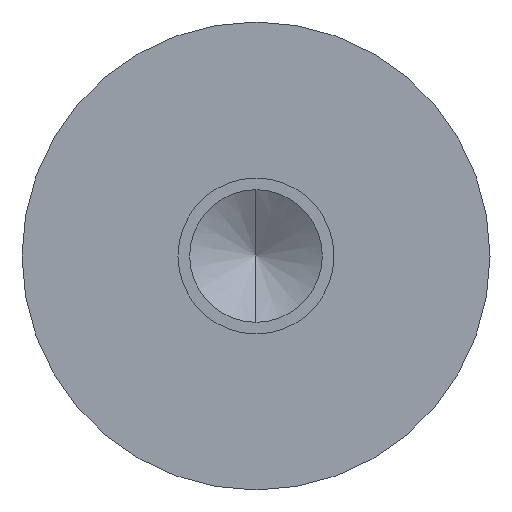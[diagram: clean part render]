
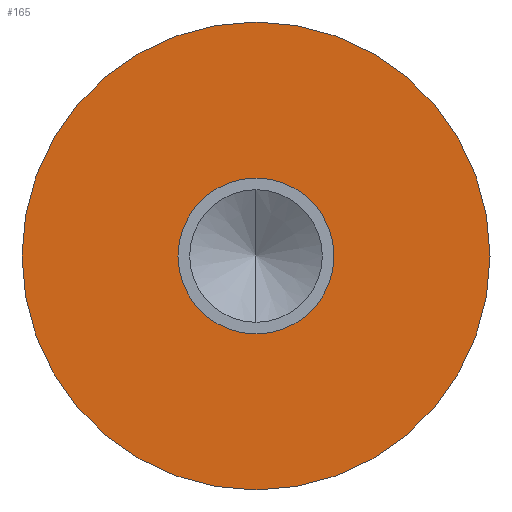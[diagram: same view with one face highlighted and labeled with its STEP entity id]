
A CAD part, left-side view. The second image highlights one B-rep face of the part: STEP entity #165.
In plain terms, the highlighted planar face has unit normal (-1, 0, 0).
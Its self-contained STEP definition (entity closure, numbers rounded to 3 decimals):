
#2 = CARTESIAN_POINT ( 'NONE',  ( 0., 0., 5. ) ) ;
#4 = CARTESIAN_POINT ( 'NONE',  ( 0., 0., -15. ) ) ;
#24 = DIRECTION ( 'NONE',  ( 1., 0., 0. ) ) ;
#26 = VERTEX_POINT ( 'NONE', #2 ) ;
#32 = DIRECTION ( 'NONE',  ( 1., 0., 0. ) ) ;
#34 = AXIS2_PLACEMENT_3D ( 'NONE', #180, #291, #70 ) ;
#42 = VERTEX_POINT ( 'NONE', #4 ) ;
#56 = ORIENTED_EDGE ( 'NONE', *, *, #90, .F. ) ;
#70 = DIRECTION ( 'NONE',  ( 0., 0., -1. ) ) ;
#90 = EDGE_CURVE ( 'NONE', #354, #42, #429, .T. ) ;
#128 = EDGE_LOOP ( 'NONE', ( #424, #144 ) ) ;
#143 = CARTESIAN_POINT ( 'NONE',  ( 0., 0., -5. ) ) ;
#144 = ORIENTED_EDGE ( 'NONE', *, *, #193, .T. ) ;
#147 = AXIS2_PLACEMENT_3D ( 'NONE', #248, #24, #280 ) ;
#148 = DIRECTION ( 'NONE',  ( 0., 0., -1. ) ) ;
#151 = CARTESIAN_POINT ( 'NONE',  ( 0., 0., 0. ) ) ;
#165 = ADVANCED_FACE ( 'NONE', ( #353, #460 ), #168, .T. ) ;
#168 = PLANE ( 'NONE',  #406 ) ;
#171 = VERTEX_POINT ( 'NONE', #143 ) ;
#180 = CARTESIAN_POINT ( 'NONE',  ( 0., 0., 0. ) ) ;
#189 = CIRCLE ( 'NONE', #389, 5. ) ;
#193 = EDGE_CURVE ( 'NONE', #26, #171, #236, .T. ) ;
#198 = EDGE_CURVE ( 'NONE', #42, #354, #409, .T. ) ;
#236 = CIRCLE ( 'NONE', #34, 5. ) ;
#241 = EDGE_LOOP ( 'NONE', ( #333, #56 ) ) ;
#245 = CARTESIAN_POINT ( 'NONE',  ( 0., 0., 0. ) ) ;
#248 = CARTESIAN_POINT ( 'NONE',  ( 0., 0., 0. ) ) ;
#280 = DIRECTION ( 'NONE',  ( 0., 0., -1. ) ) ;
#286 = DIRECTION ( 'NONE',  ( 0., 0., -1. ) ) ;
#291 = DIRECTION ( 'NONE',  ( 1., 0., 0. ) ) ;
#329 = CARTESIAN_POINT ( 'NONE',  ( 0., 0., 15. ) ) ;
#333 = ORIENTED_EDGE ( 'NONE', *, *, #198, .F. ) ;
#353 = FACE_OUTER_BOUND ( 'NONE', #241, .T. ) ;
#354 = VERTEX_POINT ( 'NONE', #329 ) ;
#389 = AXIS2_PLACEMENT_3D ( 'NONE', #151, #32, #148 ) ;
#398 = EDGE_CURVE ( 'NONE', #171, #26, #189, .T. ) ;
#399 = DIRECTION ( 'NONE',  ( -1., 0., 0. ) ) ;
#401 = CARTESIAN_POINT ( 'NONE',  ( 0., 0., 0. ) ) ;
#405 = DIRECTION ( 'NONE',  ( 0., 0., 1. ) ) ;
#406 = AXIS2_PLACEMENT_3D ( 'NONE', #245, #399, #405 ) ;
#409 = CIRCLE ( 'NONE', #471, 15. ) ;
#424 = ORIENTED_EDGE ( 'NONE', *, *, #398, .T. ) ;
#429 = CIRCLE ( 'NONE', #147, 15. ) ;
#437 = DIRECTION ( 'NONE',  ( 1., 0., 0. ) ) ;
#460 = FACE_BOUND ( 'NONE', #128, .T. ) ;
#471 = AXIS2_PLACEMENT_3D ( 'NONE', #401, #437, #286 ) ;
